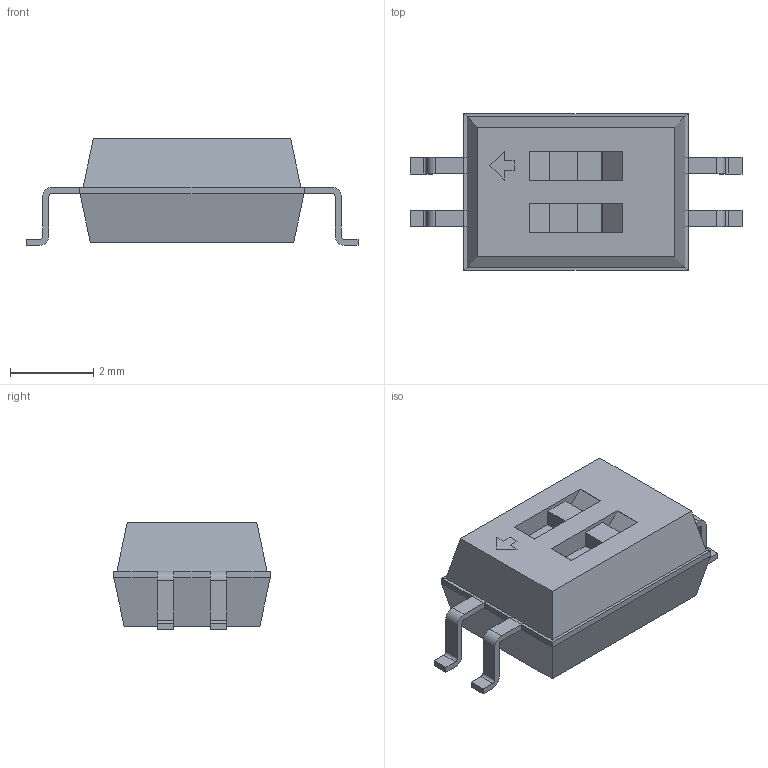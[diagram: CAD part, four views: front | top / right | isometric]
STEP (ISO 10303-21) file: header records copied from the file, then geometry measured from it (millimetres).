
FILE_DESCRIPTION(/* description */ ('model of SW_DIP_SPSTx02_Slide_Copal_CHS-02B_W7.62mm_P1.27mm'),/* implementation_level */ '2;1');
FILE_NAME(/* name */ 'SW_DIP_SPSTx02_Slide_Copal_CHS-02B_W7.62mm_P1.27mm.step',/* time_stamp */ '2018-12-27T15:18:55',/* author */ ('Terje Io','https://github.com/terjeio'),/* organization */ ('FreeCAD'),/* preprocessor_version */ 'OCC',/* originating_system */ 'kicad StepUp',/* authorisation */ '');
FILE_SCHEMA(('AUTOMOTIVE_DESIGN { 1 0 10303 214 1 1 1 1 }'));
Length unit declared in the file: millimetre
Products named in the file (1): SW_DIP_SPSTx02_Slide_Copal_CHS_02B_W762mm_P127mm
Bounding box: 8 x 3.77 x 2.58 mm (x, y, z)
Volume: 43.9 mm3; surface area: 90.8 mm2
Topology: 1 solids, 1 shells, 105 faces, 271 edges, 171 vertices
Faces by surface type: plane 69, bspline 20, cylinder 16
Entity records: 2078 total; most frequent: ORIENTED_EDGE 439, EDGE_CURVE 271, CARTESIAN_POINT 249, LINE 187, VERTEX_POINT 171, FACE_BOUND 108, EDGE_LOOP 108, ADVANCED_FACE 105
